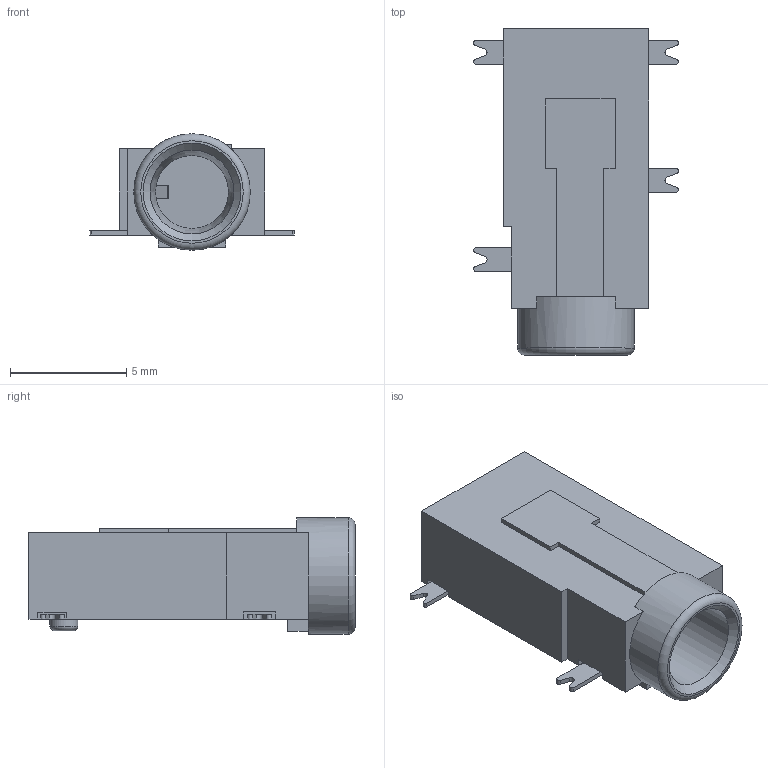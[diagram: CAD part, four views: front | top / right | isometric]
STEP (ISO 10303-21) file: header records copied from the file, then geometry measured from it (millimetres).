
FILE_DESCRIPTION(/* description */ ('Unknown'),/* implementation_level */ '2;1');
FILE_NAME(/* name */ 'SJ2-35853B-SMT-TR',/* time_stamp */ '2023-12-22T08:14:58+02:00',/* author */ ('Unknown'),/* organization */ ('Unknown'),/* preprocessor_version */ 'ST-DEVELOPER v18.102',/* originating_system */ 'Solid Edge',/* authorisation */ 'Unknown');
FILE_SCHEMA (('AUTOMOTIVE_DESIGN {1 0 10303 214 3 1 1}'));
Length unit declared in the file: millimetre
Products named in the file (1): SJ2-35853B-SMT-TR
Bounding box: 8.78 x 14 x 5 mm (x, y, z)
Volume: 191.1 mm3; surface area: 488.4 mm2
Topology: 1 solids, 1 shells, 101 faces, 279 edges, 180 vertices
Faces by surface type: plane 79, cylinder 18, torus 2, cone 2
Full cylindrical faces by diameter (mm): 1.2 x1, 3.13 x1, 3.6 x1, 5 x1
Entity records: 3810 total; most frequent: CARTESIAN_POINT 539, ORIENTED_EDGE 526, DIRECTION 517, EDGE_CURVE 263, LINE 213, VECTOR 213, VERTEX_POINT 174, AXIS2_PLACEMENT_3D 152
